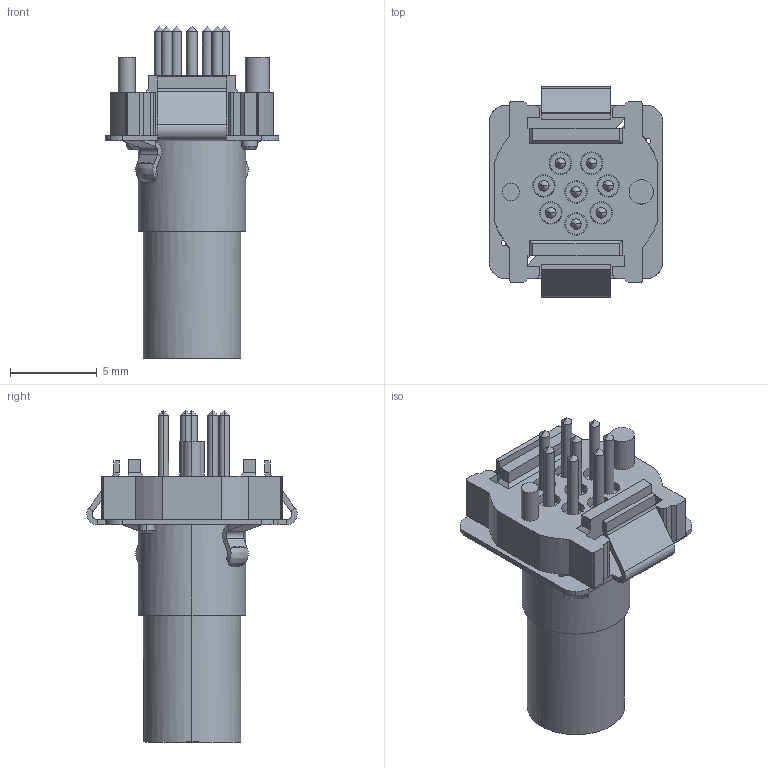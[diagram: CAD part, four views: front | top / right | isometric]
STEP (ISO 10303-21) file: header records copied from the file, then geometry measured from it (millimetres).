
FILE_DESCRIPTION(('CATIA V5R24 STEP','CAx-IF Rec.Pracs.--- Model Styling and Organization---1.2---2011-12-15'),'2;1');
FILE_NAME ('D1461947_0', '2017-05-09T06:24:57+00:00', ('Weidmueller Interface'), ('Weidmueller'), 'CATIA Version 5-6 Release 2014 SP4 HF52', 'CATIA V5 STEP AP214', 'none');
FILE_SCHEMA(('AUTOMOTIVE_DESIGN { 1 0 10303 214 1 1 1 1 }'));
Length unit declared in the file: millimetre
Products named in the file (1): 2424190000
Bounding box: 10 x 12.1 x 19.1 mm (x, y, z)
Volume: 564.4 mm3; surface area: 944 mm2
Topology: 2 solids, 9 shells, 415 faces, 1032 edges, 652 vertices
Faces by surface type: cylinder 183, plane 182, cone 36, bspline 14
Entity records: 13384 total; most frequent: CARTESIAN_POINT 4030, ORIENTED_EDGE 2024, DIRECTION 1623, EDGE_CURVE 1012, AXIS2_PLACEMENT_3D 695, VERTEX_POINT 652, VECTOR 544, LINE 544
